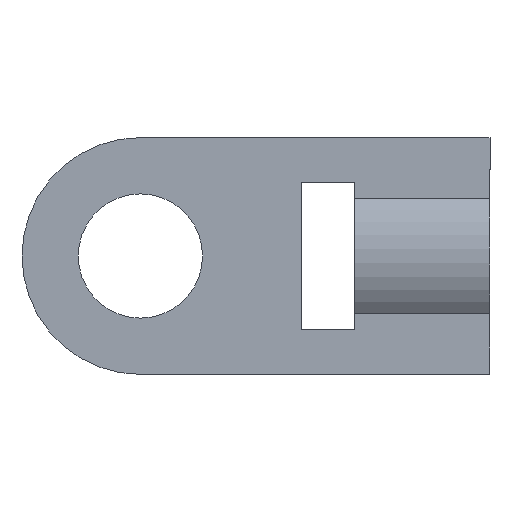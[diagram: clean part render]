
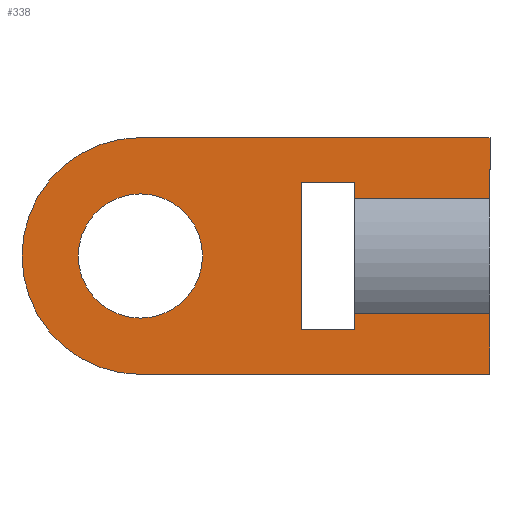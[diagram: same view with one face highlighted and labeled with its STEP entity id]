
A CAD part, front view. The second image highlights one B-rep face of the part: STEP entity #338.
In plain terms, the highlighted planar face has unit normal (0, -1, 0).
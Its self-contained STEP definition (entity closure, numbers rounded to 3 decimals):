
#9 = VERTEX_POINT ( 'NONE', #150 ) ;
#17 = ORIENTED_EDGE ( 'NONE', *, *, #599, .T. ) ;
#19 = VERTEX_POINT ( 'NONE', #138 ) ;
#20 = DIRECTION ( 'NONE',  ( 0., 1., 0. ) ) ;
#22 = VERTEX_POINT ( 'NONE', #145 ) ;
#23 = ORIENTED_EDGE ( 'NONE', *, *, #593, .F. ) ;
#26 = ORIENTED_EDGE ( 'NONE', *, *, #594, .F. ) ;
#28 = DIRECTION ( 'NONE',  ( 0., 1., 0. ) ) ;
#30 = CARTESIAN_POINT ( 'NONE',  ( 0., -2.286, 0. ) ) ;
#31 = VERTEX_POINT ( 'NONE', #109 ) ;
#33 = VERTEX_POINT ( 'NONE', #152 ) ;
#34 = CARTESIAN_POINT ( 'NONE',  ( 5.439, -2.286, 2.5 ) ) ;
#36 = VERTEX_POINT ( 'NONE', #105 ) ;
#37 = DIRECTION ( 'NONE',  ( -1., 0., 0. ) ) ;
#39 = VERTEX_POINT ( 'NONE', #128 ) ;
#50 = VERTEX_POINT ( 'NONE', #62 ) ;
#53 = CARTESIAN_POINT ( 'NONE',  ( -4., -2.286, -4. ) ) ;
#62 = CARTESIAN_POINT ( 'NONE',  ( 0., -2.286, -2.1 ) ) ;
#71 = ORIENTED_EDGE ( 'NONE', *, *, #606, .T. ) ;
#73 = VECTOR ( 'NONE', #318, 1000. ) ;
#74 = ORIENTED_EDGE ( 'NONE', *, *, #540, .T. ) ;
#76 = LINE ( 'NONE', #355, #113 ) ;
#81 = VECTOR ( 'NONE', #459, 1000. ) ;
#84 = DIRECTION ( 'NONE',  ( 1., 0., 0. ) ) ;
#87 = LINE ( 'NONE', #493, #121 ) ;
#98 = CARTESIAN_POINT ( 'NONE',  ( -4., -2.286, 0. ) ) ;
#104 = CARTESIAN_POINT ( 'NONE',  ( 7.239, -2.286, 2.5 ) ) ;
#105 = CARTESIAN_POINT ( 'NONE',  ( 7.239, -2.286, -1.943 ) ) ;
#108 = LINE ( 'NONE', #404, #312 ) ;
#109 = CARTESIAN_POINT ( 'NONE',  ( 11.811, -2.286, -1.943 ) ) ;
#113 = VECTOR ( 'NONE', #342, 1000. ) ;
#116 = ORIENTED_EDGE ( 'NONE', *, *, #490, .F. ) ;
#119 = CARTESIAN_POINT ( 'NONE',  ( 11.811, -2.286, 4. ) ) ;
#121 = VECTOR ( 'NONE', #438, 1000. ) ;
#128 = CARTESIAN_POINT ( 'NONE',  ( 5.439, -2.286, -2.5 ) ) ;
#138 = CARTESIAN_POINT ( 'NONE',  ( 0., -2.286, 4. ) ) ;
#143 = VECTOR ( 'NONE', #471, 1000. ) ;
#145 = CARTESIAN_POINT ( 'NONE',  ( 7.239, -2.286, -2.5 ) ) ;
#146 = CARTESIAN_POINT ( 'NONE',  ( 5.439, -2.286, 4. ) ) ;
#149 = ORIENTED_EDGE ( 'NONE', *, *, #591, .T. ) ;
#150 = CARTESIAN_POINT ( 'NONE',  ( 11.811, -2.286, 4. ) ) ;
#152 = CARTESIAN_POINT ( 'NONE',  ( 11.811, -2.286, -4. ) ) ;
#155 = CARTESIAN_POINT ( 'NONE',  ( 0., -2.286, -4. ) ) ;
#161 = VERTEX_POINT ( 'NONE', #104 ) ;
#162 = VERTEX_POINT ( 'NONE', #98 ) ;
#169 = VERTEX_POINT ( 'NONE', #155 ) ;
#184 = LINE ( 'NONE', #53, #191 ) ;
#190 = ORIENTED_EDGE ( 'NONE', *, *, #518, .F. ) ;
#191 = VECTOR ( 'NONE', #37, 1000. ) ;
#194 = CARTESIAN_POINT ( 'NONE',  ( 11.811, -2.286, -4. ) ) ;
#195 = CARTESIAN_POINT ( 'NONE',  ( 0., -2.286, 2.1 ) ) ;
#197 = LINE ( 'NONE', #317, #73 ) ;
#199 = LINE ( 'NONE', #194, #240 ) ;
#206 = ORIENTED_EDGE ( 'NONE', *, *, #491, .T. ) ;
#210 = DIRECTION ( 'NONE',  ( 0., 0., 1. ) ) ;
#213 = DIRECTION ( 'NONE',  ( 0., -1., 0. ) ) ;
#214 = CARTESIAN_POINT ( 'NONE',  ( 0., -2.286, 0. ) ) ;
#219 = PLANE ( 'NONE',  #462 ) ;
#225 = ORIENTED_EDGE ( 'NONE', *, *, #514, .F. ) ;
#229 = DIRECTION ( 'NONE',  ( 0., 0., 1. ) ) ;
#233 = DIRECTION ( 'NONE',  ( 0., 0., 1. ) ) ;
#240 = VECTOR ( 'NONE', #304, 1000. ) ;
#246 = LINE ( 'NONE', #146, #402 ) ;
#281 = EDGE_LOOP ( 'NONE', ( #116, #74, #17, #23, #436, #71, #225, #190, #26, #544, #612, #543, #334 ) ) ;
#291 = VERTEX_POINT ( 'NONE', #195 ) ;
#304 = DIRECTION ( 'NONE',  ( 0., 0., -1. ) ) ;
#312 = VECTOR ( 'NONE', #393, 1000. ) ;
#314 = CIRCLE ( 'NONE', #382, 2.1 ) ;
#317 = CARTESIAN_POINT ( 'NONE',  ( 7.239, -2.286, 1.943 ) ) ;
#318 = DIRECTION ( 'NONE',  ( 1., 0., 0. ) ) ;
#323 = CIRCLE ( 'NONE', #378, 4. ) ;
#334 = ORIENTED_EDGE ( 'NONE', *, *, #525, .F. ) ;
#338 = ADVANCED_FACE ( 'NONE', ( #475, #464 ), #219, .F. ) ;
#342 = DIRECTION ( 'NONE',  ( -1., 0., 0. ) ) ;
#345 = VERTEX_POINT ( 'NONE', #629 ) ;
#355 = CARTESIAN_POINT ( 'NONE',  ( 11.811, -2.286, 2.5 ) ) ;
#370 = CARTESIAN_POINT ( 'NONE',  ( 7.239, -2.286, 1.943 ) ) ;
#378 = AXIS2_PLACEMENT_3D ( 'NONE', #523, #515, #509 ) ;
#381 = CIRCLE ( 'NONE', #411, 4. ) ;
#382 = AXIS2_PLACEMENT_3D ( 'NONE', #30, #28, #233 ) ;
#393 = DIRECTION ( 'NONE',  ( -1., 0., 0. ) ) ;
#394 = LINE ( 'NONE', #476, #143 ) ;
#402 = VECTOR ( 'NONE', #637, 1000. ) ;
#404 = CARTESIAN_POINT ( 'NONE',  ( 7.239, -2.286, -1.943 ) ) ;
#405 = LINE ( 'NONE', #577, #81 ) ;
#411 = AXIS2_PLACEMENT_3D ( 'NONE', #214, #213, #210 ) ;
#436 = ORIENTED_EDGE ( 'NONE', *, *, #506, .F. ) ;
#438 = DIRECTION ( 'NONE',  ( 0., 0., 1. ) ) ;
#459 = DIRECTION ( 'NONE',  ( 1., 0., 0. ) ) ;
#462 = AXIS2_PLACEMENT_3D ( 'NONE', #119, #20, #229 ) ;
#464 = FACE_OUTER_BOUND ( 'NONE', #281, .T. ) ;
#471 = DIRECTION ( 'NONE',  ( 0., 0., 1. ) ) ;
#475 = FACE_BOUND ( 'NONE', #620, .T. ) ;
#476 = CARTESIAN_POINT ( 'NONE',  ( 7.239, -2.286, 4. ) ) ;
#477 = VECTOR ( 'NONE', #84, 1000. ) ;
#481 = DIRECTION ( 'NONE',  ( 0., 0., -1. ) ) ;
#488 = CARTESIAN_POINT ( 'NONE',  ( 11.811, -2.286, -4. ) ) ;
#490 = EDGE_CURVE ( 'NONE', #19, #9, #517, .T. ) ;
#491 = EDGE_CURVE ( 'NONE', #291, #50, #516, .T. ) ;
#493 = CARTESIAN_POINT ( 'NONE',  ( 7.239, -2.286, 4. ) ) ;
#499 = VECTOR ( 'NONE', #481, 1000. ) ;
#504 = LINE ( 'NONE', #488, #499 ) ;
#506 = EDGE_CURVE ( 'NONE', #31, #33, #504, .T. ) ;
#509 = DIRECTION ( 'NONE',  ( 0., 0., 1. ) ) ;
#514 = EDGE_CURVE ( 'NONE', #22, #36, #394, .T. ) ;
#515 = DIRECTION ( 'NONE',  ( 0., -1., 0. ) ) ;
#516 = CIRCLE ( 'NONE', #610, 2.1 ) ;
#517 = LINE ( 'NONE', #565, #477 ) ;
#518 = EDGE_CURVE ( 'NONE', #39, #22, #405, .T. ) ;
#520 = EDGE_CURVE ( 'NONE', #161, #597, #76, .T. ) ;
#522 = EDGE_CURVE ( 'NONE', #630, #345, #197, .T. ) ;
#523 = CARTESIAN_POINT ( 'NONE',  ( 0., -2.286, 0. ) ) ;
#525 = EDGE_CURVE ( 'NONE', #9, #345, #199, .T. ) ;
#540 = EDGE_CURVE ( 'NONE', #19, #162, #381, .T. ) ;
#543 = ORIENTED_EDGE ( 'NONE', *, *, #522, .T. ) ;
#544 = ORIENTED_EDGE ( 'NONE', *, *, #520, .F. ) ;
#565 = CARTESIAN_POINT ( 'NONE',  ( -4., -2.286, 4. ) ) ;
#577 = CARTESIAN_POINT ( 'NONE',  ( 11.811, -2.286, -2.5 ) ) ;
#591 = EDGE_CURVE ( 'NONE', #50, #291, #314, .T. ) ;
#593 = EDGE_CURVE ( 'NONE', #33, #169, #184, .T. ) ;
#594 = EDGE_CURVE ( 'NONE', #597, #39, #246, .T. ) ;
#597 = VERTEX_POINT ( 'NONE', #34 ) ;
#599 = EDGE_CURVE ( 'NONE', #162, #169, #323, .T. ) ;
#604 = EDGE_CURVE ( 'NONE', #630, #161, #87, .T. ) ;
#606 = EDGE_CURVE ( 'NONE', #31, #36, #108, .T. ) ;
#610 = AXIS2_PLACEMENT_3D ( 'NONE', #627, #626, #617 ) ;
#612 = ORIENTED_EDGE ( 'NONE', *, *, #604, .F. ) ;
#617 = DIRECTION ( 'NONE',  ( 0., 0., 1. ) ) ;
#620 = EDGE_LOOP ( 'NONE', ( #149, #206 ) ) ;
#626 = DIRECTION ( 'NONE',  ( 0., 1., 0. ) ) ;
#627 = CARTESIAN_POINT ( 'NONE',  ( 0., -2.286, 0. ) ) ;
#629 = CARTESIAN_POINT ( 'NONE',  ( 11.811, -2.286, 1.943 ) ) ;
#630 = VERTEX_POINT ( 'NONE', #370 ) ;
#637 = DIRECTION ( 'NONE',  ( 0., 0., -1. ) ) ;
